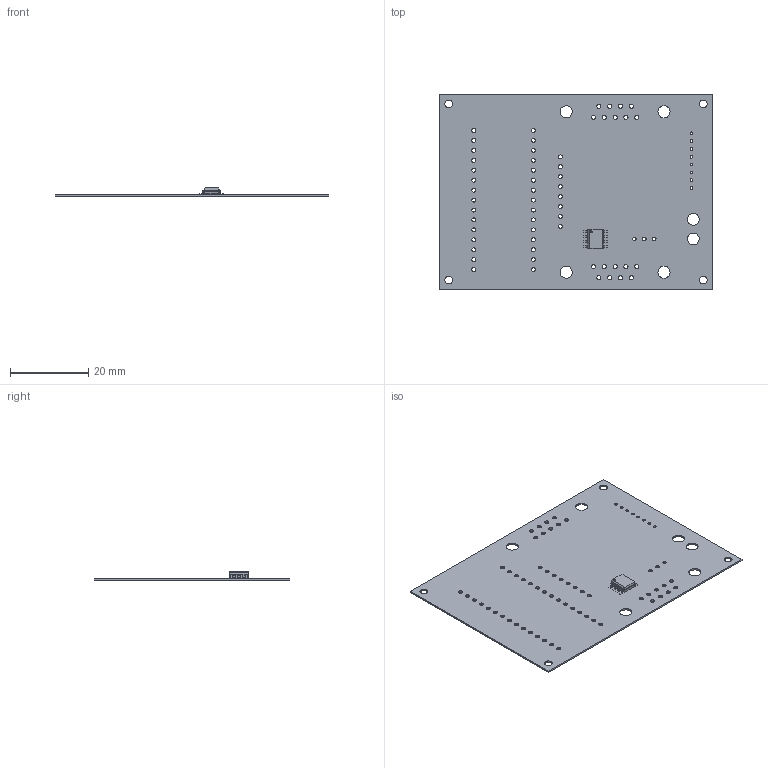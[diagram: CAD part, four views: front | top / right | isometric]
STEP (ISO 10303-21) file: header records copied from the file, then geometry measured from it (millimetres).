
FILE_DESCRIPTION(('Open CASCADE Model'),'2;1');
FILE_NAME('Open CASCADE Shape Model','2022-11-07T23:34:03',('Author'),( 'Open CASCADE'),'Open CASCADE STEP processor 6.8','Open CASCADE 6.8' ,'Unknown');
FILE_SCHEMA(('AUTOMOTIVE_DESIGN { 1 0 10303 214 1 1 1 1 }'));
Length unit declared in the file: millimetre
Products named in the file (5): PCB; Board; Open CASCADE STEP translator 6.8 1.1.1; U2; 6219730816
Assembly tree (4 placements, depth 3):
  PCB
    Board
      Open CASCADE STEP translator 6.8 1.1.1
    U2
      6219730816
Bounding box: 70 x 50 x 2.16 mm (x, y, z)
Volume: 1424.2 mm3; surface area: 7080.3 mm2
Topology: 11 solids, 11 shells, 231 faces, 624 edges, 416 vertices
Faces by surface type: cylinder 127, plane 104
Full cylindrical faces by diameter (mm): 0.7 x8, 0.9 x3, 1 x8, 1.02 x30, 1.05 x18, 2 x4, 3 x2, 3.1 x4
Entity records: 7795 total; most frequent: CARTESIAN_POINT 1384, DIRECTION 1286, ORIENTED_EDGE 1248, EDGE_CURVE 624, AXIS2_PLACEMENT_3D 462, VERTEX_POINT 416, FACE_BOUND 386, EDGE_LOOP 386
